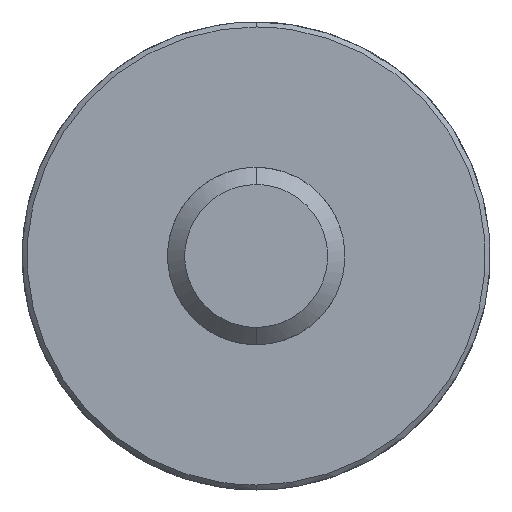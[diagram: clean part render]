
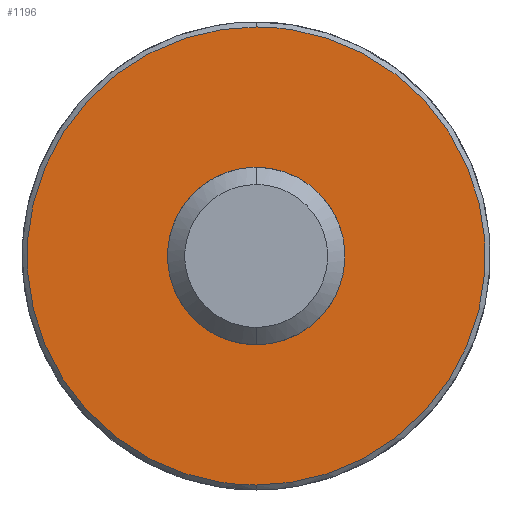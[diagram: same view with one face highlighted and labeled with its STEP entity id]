
A CAD part, left-side view. The second image highlights one B-rep face of the part: STEP entity #1196.
In plain terms, the highlighted free-form (B-spline) face has degree [1, 1] with [2, 2] control points.
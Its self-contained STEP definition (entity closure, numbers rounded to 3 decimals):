
#265 = EDGE_CURVE('',#266,#268,#270,.T.);
#266 = VERTEX_POINT('',#267);
#267 = CARTESIAN_POINT('',(8.392,0.,
    10.691));
#268 = VERTEX_POINT('',#269);
#269 = CARTESIAN_POINT('',(8.392,0.,-10.691));
#270 = ( BOUNDED_CURVE() B_SPLINE_CURVE(2,(#271,#272,#273,#274,#275),
.UNSPECIFIED.,.F.,.F.) B_SPLINE_CURVE_WITH_KNOTS((3,2,3),(0.,
1.571,3.142),.PIECEWISE_BEZIER_KNOTS.) CURVE() 
GEOMETRIC_REPRESENTATION_ITEM() RATIONAL_B_SPLINE_CURVE((1.,
0.707,1.,0.707,1.)) REPRESENTATION_ITEM('') );
#271 = CARTESIAN_POINT('',(8.392,0.,10.691));
#272 = CARTESIAN_POINT('',(8.392,10.691,
    10.691));
#273 = CARTESIAN_POINT('',(8.392,10.691,
    0.));
#274 = CARTESIAN_POINT('',(8.392,10.691,
    -10.691));
#275 = CARTESIAN_POINT('',(8.392,0.,
    -10.691));
#1001 = VERTEX_POINT('',#1002);
#1002 = CARTESIAN_POINT('',(8.392,0.,3.219));
#1008 = EDGE_CURVE('',#1009,#1001,#1011,.T.);
#1009 = VERTEX_POINT('',#1010);
#1010 = CARTESIAN_POINT('',(8.392,0.,
    -3.219));
#1011 = ( BOUNDED_CURVE() B_SPLINE_CURVE(2,(#1012,#1013,#1014,#1015,
#1016),.UNSPECIFIED.,.F.,.F.) B_SPLINE_CURVE_WITH_KNOTS((3,2,3),(
    3.142,4.712,6.283),
.PIECEWISE_BEZIER_KNOTS.) CURVE() GEOMETRIC_REPRESENTATION_ITEM() 
RATIONAL_B_SPLINE_CURVE((1.,0.707,1.,0.707,1.)) 
REPRESENTATION_ITEM('') );
#1012 = CARTESIAN_POINT('',(8.392,0.,
    -3.219));
#1013 = CARTESIAN_POINT('',(8.392,-3.219,
    -3.219));
#1014 = CARTESIAN_POINT('',(8.392,-3.219,
    0.));
#1015 = CARTESIAN_POINT('',(8.392,-3.219,
    3.219));
#1016 = CARTESIAN_POINT('',(8.392,0.,
    3.219));
#1196 = ADVANCED_FACE('',(#1197,#1208),#1219,.T.);
#1197 = FACE_BOUND('',#1198,.T.);
#1198 = EDGE_LOOP('',(#1199,#1207));
#1199 = ORIENTED_EDGE('',*,*,#1200,.T.);
#1200 = EDGE_CURVE('',#268,#266,#1201,.T.);
#1201 = ( BOUNDED_CURVE() B_SPLINE_CURVE(2,(#1202,#1203,#1204,#1205,
#1206),.UNSPECIFIED.,.F.,.F.) B_SPLINE_CURVE_WITH_KNOTS((3,2,3),(
    3.142,4.712,6.283),
.PIECEWISE_BEZIER_KNOTS.) CURVE() GEOMETRIC_REPRESENTATION_ITEM() 
RATIONAL_B_SPLINE_CURVE((1.,0.707,1.,0.707,1.)) 
REPRESENTATION_ITEM('') );
#1202 = CARTESIAN_POINT('',(8.392,0.,
    -10.691));
#1203 = CARTESIAN_POINT('',(8.392,-10.691,
    -10.691));
#1204 = CARTESIAN_POINT('',(8.392,-10.691,
    0.));
#1205 = CARTESIAN_POINT('',(8.392,-10.691,
    10.691));
#1206 = CARTESIAN_POINT('',(8.392,0.,
    10.691));
#1207 = ORIENTED_EDGE('',*,*,#265,.T.);
#1208 = FACE_BOUND('',#1209,.T.);
#1209 = EDGE_LOOP('',(#1210,#1218));
#1210 = ORIENTED_EDGE('',*,*,#1211,.F.);
#1211 = EDGE_CURVE('',#1001,#1009,#1212,.T.);
#1212 = ( BOUNDED_CURVE() B_SPLINE_CURVE(2,(#1213,#1214,#1215,#1216,
#1217),.UNSPECIFIED.,.F.,.F.) B_SPLINE_CURVE_WITH_KNOTS((3,2,3),(0.,
1.571,3.142),.PIECEWISE_BEZIER_KNOTS.) CURVE() 
GEOMETRIC_REPRESENTATION_ITEM() RATIONAL_B_SPLINE_CURVE((1.,
0.707,1.,0.707,1.)) REPRESENTATION_ITEM('') );
#1213 = CARTESIAN_POINT('',(8.392,0.,3.219));
#1214 = CARTESIAN_POINT('',(8.392,3.219,3.219
    ));
#1215 = CARTESIAN_POINT('',(8.392,3.219,
    0.));
#1216 = CARTESIAN_POINT('',(8.392,3.219,
    -3.219));
#1217 = CARTESIAN_POINT('',(8.392,0.,
    -3.219));
#1218 = ORIENTED_EDGE('',*,*,#1008,.F.);
#1219 = B_SPLINE_SURFACE_WITH_KNOTS('',1,1,(
    (#1220,#1221)
    ,(#1222,#1223
    )),.UNSPECIFIED.,.F.,.F.,.F.,(2,2),(2,2),(-11.811,11.811),(-11.811,
    11.811),.PIECEWISE_BEZIER_KNOTS.);
#1220 = CARTESIAN_POINT('',(8.392,-10.691,
    -10.691));
#1221 = CARTESIAN_POINT('',(8.392,10.691,
    -10.691));
#1222 = CARTESIAN_POINT('',(8.392,-10.691,
    10.691));
#1223 = CARTESIAN_POINT('',(8.392,10.691,
    10.691));
